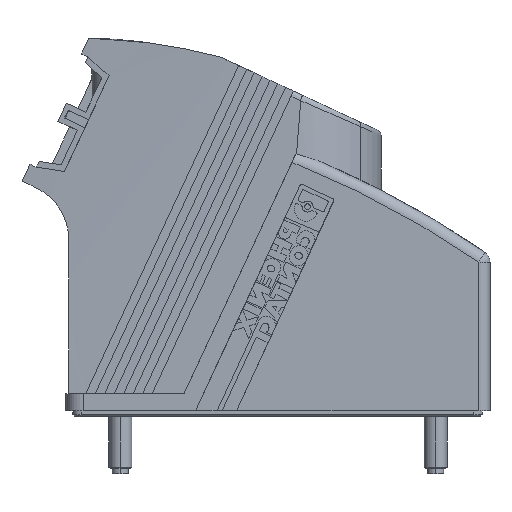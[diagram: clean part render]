
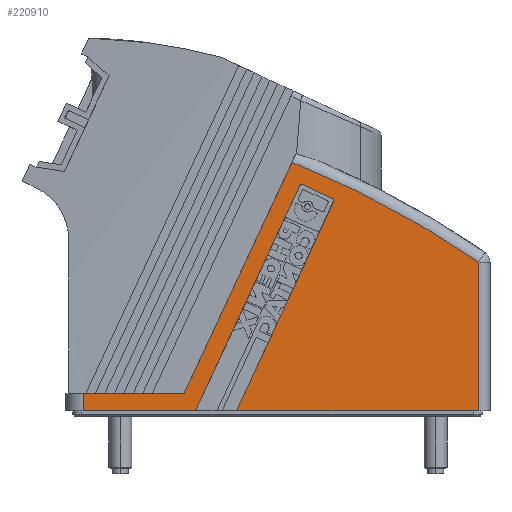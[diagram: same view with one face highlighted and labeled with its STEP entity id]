
A CAD part, left-side view. The second image highlights one B-rep face of the part: STEP entity #220910.
In plain terms, the highlighted face is planar.
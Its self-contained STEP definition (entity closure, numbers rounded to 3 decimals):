
#47830=CARTESIAN_POINT('',(-26.405,-39.812,
2.357));
#47840=VERTEX_POINT('',#47830);
#47870=CARTESIAN_POINT('',(0.,-39.812,2.357));
#47880=DIRECTION('',(1.,0.,0.));
#47890=VECTOR('',#47880,1.);
#47900=LINE('',#47870,#47890);
#47910=CARTESIAN_POINT('',(-6.77,-39.812,
2.357));
#47920=VERTEX_POINT('',#47910);
#47930=EDGE_CURVE('',#47840,#47920,#47900,.T.);
#48430=CARTESIAN_POINT('',(0.391,-39.812,
2.357));
#48440=VERTEX_POINT('',#48430);
#48470=CARTESIAN_POINT('',(42.595,-39.812,
2.357));
#48480=VERTEX_POINT('',#48470);
#48490=EDGE_CURVE('',#48440,#48480,#47900,.T.);
#134940=CARTESIAN_POINT('',(-8.786,-36.812,
2.357));
#134950=VERTEX_POINT('',#134940);
#134980=CARTESIAN_POINT('',(0.,-36.812,2.357));
#134990=DIRECTION('',(1.,0.,0.));
#135000=VECTOR('',#134990,1.);
#135010=LINE('',#134980,#135000);
#135020=CARTESIAN_POINT('',(-26.405,-36.812,
2.357));
#135030=VERTEX_POINT('',#135020);
#135040=EDGE_CURVE('',#135030,#134950,#135010,.T.);
#153820=CARTESIAN_POINT('',(11.638,0.,2.357));
#153830=DIRECTION('',(0.42,0.908,
0.));
#153840=VECTOR('',#153830,1.);
#153850=LINE('',#153820,#153840);
#153860=CARTESIAN_POINT('',(11.423,-0.464,
2.357));
#153870=VERTEX_POINT('',#153860);
#153880=EDGE_CURVE('',#47920,#153870,#153850,.T.);
#174930=CARTESIAN_POINT('',(-26.405,0.,
2.357));
#174940=DIRECTION('',(0.,-1.,0.));
#174950=VECTOR('',#174940,1.);
#174960=LINE('',#174930,#174950);
#174970=EDGE_CURVE('',#135030,#47840,#174960,.T.);
#218910=CARTESIAN_POINT('',(42.595,0.,
2.357));
#218920=DIRECTION('',(0.,-1.,0.));
#218930=VECTOR('',#218920,1.);
#218940=LINE('',#218910,#218930);
#218950=CARTESIAN_POINT('',(42.595,-13.856,
2.357));
#218960=VERTEX_POINT('',#218950);
#218970=EDGE_CURVE('',#218960,#48480,#218940,.T.);
#219400=CARTESIAN_POINT('',(-50.079,-147.948,
2.357));
#219410=DIRECTION('',(0.,0.,1.));
#219420=DIRECTION('',(0.,1.,0.));
#219430=AXIS2_PLACEMENT_3D('',#219400,#219410,#219420);
#219440=CIRCLE('',#219430,163.);
#219450=CARTESIAN_POINT('',(10.04,3.56,
2.357));
#219460=VERTEX_POINT('',#219450);
#219470=EDGE_CURVE('',#218960,#219460,#219440,.T.);
#220270=CARTESIAN_POINT('',(8.38,0.,
2.357));
#220280=DIRECTION('',(-0.423,-0.906,
0.));
#220290=VECTOR('',#220280,1.);
#220300=LINE('',#220270,#220290);
#220310=EDGE_CURVE('',#219460,#134950,#220300,.T.);
#220440=CARTESIAN_POINT('',(22.148,-7.503,
2.357));
#220450=DIRECTION('',(-0.,0.,-1.));
#220460=DIRECTION('',(-1.,0.,0.));
#220470=AXIS2_PLACEMENT_3D('',#220440,#220450,#220460);
#220480=PLANE('',#220470);
#220490=ORIENTED_EDGE('',*,*,#219470,.T.);
#220500=ORIENTED_EDGE('',*,*,#218970,.F.);
#220510=ORIENTED_EDGE('',*,*,#48490,.T.);
#220520=CARTESIAN_POINT('',(18.799,0.,2.357));
#220530=DIRECTION('',(-0.42,-0.908,
0.));
#220540=VECTOR('',#220530,1.);
#220550=LINE('',#220520,#220540);
#220560=CARTESIAN_POINT('',(17.323,-3.191,
2.357));
#220570=VERTEX_POINT('',#220560);
#220580=EDGE_CURVE('',#220570,#48440,#220550,.T.);
#220590=ORIENTED_EDGE('',*,*,#220580,.T.);
#220600=CARTESIAN_POINT('',(17.051,-3.066,
2.357));
#220610=DIRECTION('',(0.,0.,-1.));
#220620=DIRECTION('',(-1.,0.,0.));
#220630=AXIS2_PLACEMENT_3D('',#220600,#220610,#220620);
#220640=CIRCLE('',#220630,0.3);
#220650=CARTESIAN_POINT('',(17.177,-2.793,
2.357));
#220660=VERTEX_POINT('',#220650);
#220670=EDGE_CURVE('',#220660,#220570,#220640,.T.);
#220680=ORIENTED_EDGE('',*,*,#220670,.T.);
#220690=CARTESIAN_POINT('',(0.,5.149,2.357));
#220700=DIRECTION('',(0.908,-0.42,
0.));
#220710=VECTOR('',#220700,1.);
#220720=LINE('',#220690,#220710);
#220730=CARTESIAN_POINT('',(11.821,-0.317,
2.357));
#220740=VERTEX_POINT('',#220730);
#220750=EDGE_CURVE('',#220740,#220660,#220720,.T.);
#220760=ORIENTED_EDGE('',*,*,#220750,.T.);
#220770=CARTESIAN_POINT('',(11.695,-0.589,
2.357));
#220780=DIRECTION('',(0.,0.,-1.));
#220790=DIRECTION('',(-1.,0.,0.));
#220800=AXIS2_PLACEMENT_3D('',#220770,#220780,#220790);
#220810=CIRCLE('',#220800,0.3);
#220820=EDGE_CURVE('',#153870,#220740,#220810,.T.);
#220830=ORIENTED_EDGE('',*,*,#220820,.T.);
#220840=ORIENTED_EDGE('',*,*,#153880,.T.);
#220850=ORIENTED_EDGE('',*,*,#47930,.T.);
#220860=ORIENTED_EDGE('',*,*,#174970,.T.);
#220870=ORIENTED_EDGE('',*,*,#135040,.F.);
#220880=ORIENTED_EDGE('',*,*,#220310,.T.);
#220890=EDGE_LOOP('',(#220880,#220870,#220860,#220850,#220840,#220830,
#220760,#220680,#220590,#220510,#220500,#220490));
#220900=FACE_OUTER_BOUND('',#220890,.T.);
#220910=ADVANCED_FACE('',(#220900),#220480,.F.);
